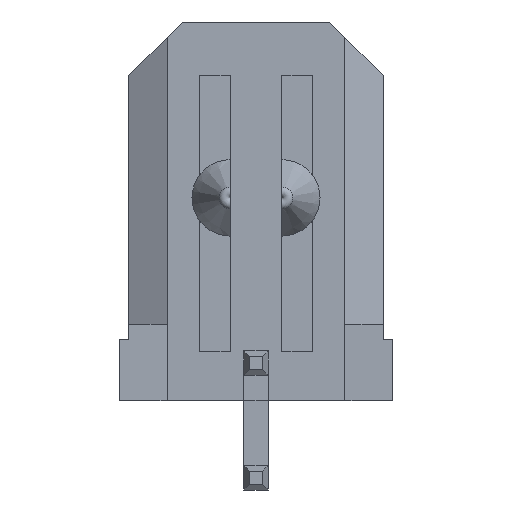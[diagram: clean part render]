
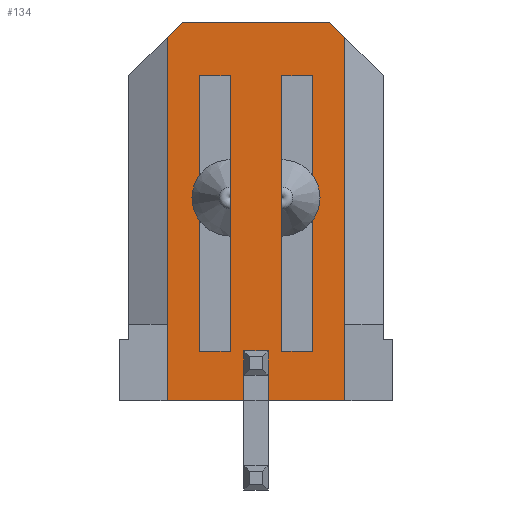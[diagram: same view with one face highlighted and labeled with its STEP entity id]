
A CAD part, front view. The second image highlights one B-rep face of the part: STEP entity #134.
In plain terms, the highlighted planar face has unit normal (0, -1, 0).
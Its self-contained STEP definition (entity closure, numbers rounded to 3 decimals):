
#134=ADVANCED_FACE('',(#374,#375,#376),#377,.T.);
#374=FACE_OUTER_BOUND('',#710,.T.);
#375=FACE_BOUND('',#711,.T.);
#376=FACE_BOUND('',#712,.T.);
#377=PLANE('',#713);
#710=EDGE_LOOP('',(#1491,#1492,#1493,#1494,#1495,#1496,#1497,#1498,#1499,#1500,#1501,#1502,#1503,#1504));
#711=EDGE_LOOP('',(#1505,#1506,#1507,#1508));
#712=EDGE_LOOP('',(#1509,#1510,#1511,#1512));
#713=AXIS2_PLACEMENT_3D('',#1513,#1514,#1515);
#1491=ORIENTED_EDGE('',*,*,#2483,.T.);
#1492=ORIENTED_EDGE('',*,*,#2502,.F.);
#1493=ORIENTED_EDGE('',*,*,#2503,.F.);
#1494=ORIENTED_EDGE('',*,*,#2460,.F.);
#1495=ORIENTED_EDGE('',*,*,#2395,.F.);
#1496=ORIENTED_EDGE('',*,*,#2504,.F.);
#1497=ORIENTED_EDGE('',*,*,#2505,.F.);
#1498=ORIENTED_EDGE('',*,*,#2358,.T.);
#1499=ORIENTED_EDGE('',*,*,#2506,.F.);
#1500=ORIENTED_EDGE('',*,*,#2365,.T.);
#1501=ORIENTED_EDGE('',*,*,#2507,.T.);
#1502=ORIENTED_EDGE('',*,*,#2508,.T.);
#1503=ORIENTED_EDGE('',*,*,#2404,.F.);
#1504=ORIENTED_EDGE('',*,*,#2493,.T.);
#1505=ORIENTED_EDGE('',*,*,#2509,.F.);
#1506=ORIENTED_EDGE('',*,*,#2510,.T.);
#1507=ORIENTED_EDGE('',*,*,#2511,.F.);
#1508=ORIENTED_EDGE('',*,*,#2512,.T.);
#1509=ORIENTED_EDGE('',*,*,#2513,.F.);
#1510=ORIENTED_EDGE('',*,*,#2514,.F.);
#1511=ORIENTED_EDGE('',*,*,#2515,.F.);
#1512=ORIENTED_EDGE('',*,*,#2516,.T.);
#1513=CARTESIAN_POINT('',(-3.325,-3.435,4.95));
#1514=DIRECTION('',(0.0,-1.0,0.0));
#1515=DIRECTION('',(0.0,0.0,-1.0));
#2358=EDGE_CURVE('',#2891,#2889,#2892,.T.);
#2365=EDGE_CURVE('',#2901,#2899,#2902,.T.);
#2395=EDGE_CURVE('',#2952,#2954,#2955,.T.);
#2404=EDGE_CURVE('',#2969,#2971,#2972,.T.);
#2460=EDGE_CURVE('',#2954,#3068,#3069,.T.);
#2483=EDGE_CURVE('',#3086,#3104,#3107,.T.);
#2493=EDGE_CURVE('',#2969,#3086,#3122,.T.);
#2502=EDGE_CURVE('',#3136,#3104,#3137,.T.);
#2503=EDGE_CURVE('',#3068,#3136,#3138,.T.);
#2504=EDGE_CURVE('',#3139,#2952,#3140,.T.);
#2505=EDGE_CURVE('',#2891,#3139,#3141,.T.);
#2506=EDGE_CURVE('',#2901,#2889,#3142,.T.);
#2507=EDGE_CURVE('',#2899,#3143,#3144,.T.);
#2508=EDGE_CURVE('',#3143,#2971,#3145,.T.);
#2509=EDGE_CURVE('',#3146,#3147,#3148,.T.);
#2510=EDGE_CURVE('',#3146,#3149,#3150,.T.);
#2511=EDGE_CURVE('',#3151,#3149,#3152,.T.);
#2512=EDGE_CURVE('',#3151,#3147,#3153,.T.);
#2513=EDGE_CURVE('',#3154,#3155,#3156,.T.);
#2514=EDGE_CURVE('',#3157,#3154,#3158,.T.);
#2515=EDGE_CURVE('',#3159,#3157,#3160,.T.);
#2516=EDGE_CURVE('',#3159,#3155,#3161,.T.);
#2889=VERTEX_POINT('',#3682);
#2891=VERTEX_POINT('',#3685);
#2892=LINE('',#3686,#3687);
#2899=VERTEX_POINT('',#3699);
#2901=VERTEX_POINT('',#3702);
#2902=LINE('',#3703,#3704);
#2952=VERTEX_POINT('',#3780);
#2954=VERTEX_POINT('',#3783);
#2955=LINE('',#3784,#3785);
#2969=VERTEX_POINT('',#3806);
#2971=VERTEX_POINT('',#3809);
#2972=LINE('',#3810,#3811);
#3068=VERTEX_POINT('',#3962);
#3069=LINE('',#3963,#3964);
#3086=VERTEX_POINT('',#3991);
#3104=VERTEX_POINT('',#4020);
#3107=LINE('',#4024,#4025);
#3122=LINE('',#4049,#4050);
#3136=VERTEX_POINT('',#4072);
#3137=LINE('',#4073,#4074);
#3138=LINE('',#4075,#4076);
#3139=VERTEX_POINT('',#4077);
#3140=LINE('',#4078,#4079);
#3141=LINE('',#4080,#4081);
#3142=LINE('',#4082,#4083);
#3143=VERTEX_POINT('',#4084);
#3144=LINE('',#4085,#4086);
#3145=LINE('',#4087,#4088);
#3146=VERTEX_POINT('',#4089);
#3147=VERTEX_POINT('',#4090);
#3148=LINE('',#4091,#4092);
#3149=VERTEX_POINT('',#4093);
#3150=LINE('',#4094,#4095);
#3151=VERTEX_POINT('',#4096);
#3152=LINE('',#4097,#4098);
#3153=LINE('',#4099,#4100);
#3154=VERTEX_POINT('',#4101);
#3155=VERTEX_POINT('',#4102);
#3156=LINE('',#4103,#4104);
#3157=VERTEX_POINT('',#4105);
#3158=LINE('',#4106,#4107);
#3159=VERTEX_POINT('',#4108);
#3160=LINE('',#4109,#4110);
#3161=LINE('',#4111,#4112);
#3682=CARTESIAN_POINT('',(1.925,-3.435,4.95));
#3685=CARTESIAN_POINT('',(2.325,-3.435,4.55));
#3686=CARTESIAN_POINT('',(2.325,-3.435,4.55));
#3687=VECTOR('',#4581,0.566);
#3699=CARTESIAN_POINT('',(-2.325,-3.435,4.55));
#3702=CARTESIAN_POINT('',(-1.925,-3.435,4.95));
#3703=CARTESIAN_POINT('',(-1.925,-3.435,4.95));
#3704=VECTOR('',#4588,0.566);
#3780=CARTESIAN_POINT('',(2.325,-3.435,-4.96));
#3783=CARTESIAN_POINT('',(0.32,-3.435,-4.96));
#3784=CARTESIAN_POINT('',(2.325,-3.435,-4.96));
#3785=VECTOR('',#4622,2.005);
#3806=CARTESIAN_POINT('',(-0.32,-3.435,-4.96));
#3809=CARTESIAN_POINT('',(-2.325,-3.435,-4.96));
#3810=CARTESIAN_POINT('',(-0.32,-3.435,-4.96));
#3811=VECTOR('',#4631,2.005);
#3962=CARTESIAN_POINT('',(0.32,-3.435,-4.29));
#3963=CARTESIAN_POINT('',(0.32,-3.435,-4.96));
#3964=VECTOR('',#4687,0.67);
#3991=CARTESIAN_POINT('',(-0.32,-3.435,-4.29));
#4020=CARTESIAN_POINT('',(-0.32,-3.435,-3.65));
#4024=CARTESIAN_POINT('',(-0.32,-3.435,-4.29));
#4025=VECTOR('',#4710,0.64);
#4049=CARTESIAN_POINT('',(-0.32,-3.435,-4.96));
#4050=VECTOR('',#4720,0.67);
#4072=CARTESIAN_POINT('',(0.32,-3.435,-3.65));
#4073=CARTESIAN_POINT('',(0.32,-3.435,-3.65));
#4074=VECTOR('',#4729,0.64);
#4075=CARTESIAN_POINT('',(0.32,-3.435,-4.29));
#4076=VECTOR('',#4730,0.64);
#4077=CARTESIAN_POINT('',(2.325,-3.435,-2.96));
#4078=CARTESIAN_POINT('',(2.325,-3.435,-2.96));
#4079=VECTOR('',#4731,2.0);
#4080=CARTESIAN_POINT('',(2.325,-3.435,4.55));
#4081=VECTOR('',#4732,7.51);
#4082=CARTESIAN_POINT('',(-1.925,-3.435,4.95));
#4083=VECTOR('',#4733,3.85);
#4084=CARTESIAN_POINT('',(-2.325,-3.435,-2.96));
#4085=CARTESIAN_POINT('',(-2.325,-3.435,4.55));
#4086=VECTOR('',#4734,7.51);
#4087=CARTESIAN_POINT('',(-2.325,-3.435,-2.96));
#4088=VECTOR('',#4735,2.0);
#4089=CARTESIAN_POINT('',(-0.675,-3.435,3.54));
#4090=CARTESIAN_POINT('',(-1.475,-3.435,3.54));
#4091=CARTESIAN_POINT('',(-0.675,-3.435,3.54));
#4092=VECTOR('',#4736,0.8);
#4093=CARTESIAN_POINT('',(-0.675,-3.435,-3.66));
#4094=CARTESIAN_POINT('',(-0.675,-3.435,3.54));
#4095=VECTOR('',#4737,7.2);
#4096=CARTESIAN_POINT('',(-1.475,-3.435,-3.66));
#4097=CARTESIAN_POINT('',(-1.475,-3.435,-3.66));
#4098=VECTOR('',#4738,0.8);
#4099=CARTESIAN_POINT('',(-1.475,-3.435,-3.66));
#4100=VECTOR('',#4739,7.2);
#4101=CARTESIAN_POINT('',(1.475,-3.435,3.54));
#4102=CARTESIAN_POINT('',(0.675,-3.435,3.54));
#4103=CARTESIAN_POINT('',(1.475,-3.435,3.54));
#4104=VECTOR('',#4740,0.8);
#4105=CARTESIAN_POINT('',(1.475,-3.435,-3.66));
#4106=CARTESIAN_POINT('',(1.475,-3.435,-3.66));
#4107=VECTOR('',#4741,7.2);
#4108=CARTESIAN_POINT('',(0.675,-3.435,-3.66));
#4109=CARTESIAN_POINT('',(0.675,-3.435,-3.66));
#4110=VECTOR('',#4742,0.8);
#4111=CARTESIAN_POINT('',(0.675,-3.435,-3.66));
#4112=VECTOR('',#4743,7.2);
#4581=DIRECTION('',(-0.707,0.0,0.707));
#4588=DIRECTION('',(-0.707,0.0,-0.707));
#4622=DIRECTION('',(-1.0,0.0,0.0));
#4631=DIRECTION('',(-1.0,0.0,0.0));
#4687=DIRECTION('',(0.0,0.0,1.0));
#4710=DIRECTION('',(0.0,0.0,1.0));
#4720=DIRECTION('',(0.0,0.0,1.0));
#4729=DIRECTION('',(-1.0,0.0,0.0));
#4730=DIRECTION('',(0.0,0.0,1.0));
#4731=DIRECTION('',(0.0,0.0,-1.0));
#4732=DIRECTION('',(0.0,0.0,-1.0));
#4733=DIRECTION('',(1.0,0.0,0.0));
#4734=DIRECTION('',(0.0,0.0,-1.0));
#4735=DIRECTION('',(0.0,0.0,-1.0));
#4736=DIRECTION('',(-1.0,0.0,0.0));
#4737=DIRECTION('',(0.0,0.0,-1.0));
#4738=DIRECTION('',(1.0,0.0,0.0));
#4739=DIRECTION('',(0.0,0.0,1.0));
#4740=DIRECTION('',(-1.0,0.0,0.0));
#4741=DIRECTION('',(0.0,0.0,1.0));
#4742=DIRECTION('',(1.0,0.0,0.0));
#4743=DIRECTION('',(0.0,0.0,1.0));
